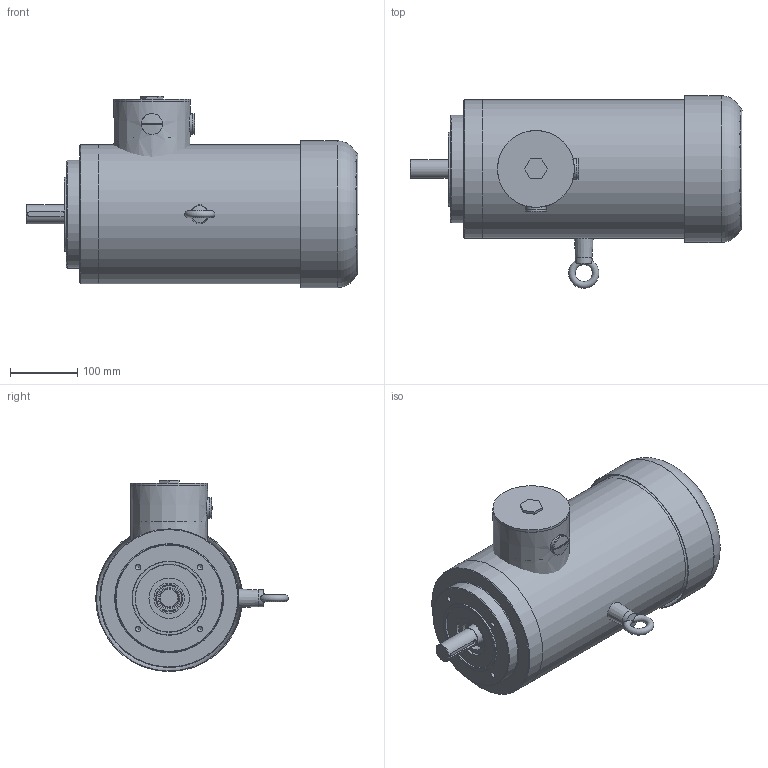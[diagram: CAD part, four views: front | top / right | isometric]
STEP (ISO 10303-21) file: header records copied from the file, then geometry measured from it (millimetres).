
FILE_DESCRIPTION(('Bauteilbeschreibung','HiCAD-Model','HiCAD-STEP-TRANSLATION','Bauteilbeschreibung'),'2;1');
FILE_NAME('TEFC 112M-4 IMB14 FT130.STP','2011-10-05T11:53:51+00:00',('Konstrukteur'),('Konstrukteur Firma GmbH'),' HiCAD 2010, Step 1502.0 ','HiCAD 2010','confidential');
FILE_SCHEMA(('AUTOMOTIVE_DESIGN { 1 2 10303 214 0 1 1 1 }'));
Length unit declared in the file: millimetre
Products named in the file (23): TEFC 112M_4  IMB14  FT130; TEFC 112M_2  IMB5  FF215; ROTATIONSTEIL_0; TEIL; TEIL0; REKO; TEIL1; DIN 625 _ 6206_KUGELLAGER_0; DIN062500062060KUGELLAGER00; M10 DIN 580_SCHRAUBEN VERSCHIE; VERSCHRAUBUNG M25; ROTATIONSTEIL00; VERSCHRAUBUNG0M25; ROTATIONSTEIL000; ROTATIONSTEIL_1; KLEMMKASTEN _114; ROTATIONSTEIL001; NORMTEILGRUPPE _0; DIN 1587_M8_6_HUTMUTTERN_0; DIN015870M8060HUTMUTTERN00; DIN015870M8060HUTMUTTERN000; DIN015870M8060HUTMUTTERN001; ROTATIONSTEIL002
Assembly tree (22 placements, depth 4):
  TEFC 112M_4  IMB14  FT130
    TEFC 112M_2  IMB5  FF215
      ROTATIONSTEIL_0
      TEIL
      TEIL0
      REKO
        TEIL1
    DIN 625 _ 6206_KUGELLAGER_0
    DIN062500062060KUGELLAGER00
    M10 DIN 580_SCHRAUBEN VERSCHIE
    VERSCHRAUBUNG M25
      ROTATIONSTEIL00
    VERSCHRAUBUNG0M25
      ROTATIONSTEIL000
    ROTATIONSTEIL_1
    KLEMMKASTEN _114
      ROTATIONSTEIL001
    NORMTEILGRUPPE _0
      DIN 1587_M8_6_HUTMUTTERN_0
      DIN015870M8060HUTMUTTERN00
      DIN015870M8060HUTMUTTERN000
      DIN015870M8060HUTMUTTERN001
    ROTATIONSTEIL002
Bounding box: 493 x 285.97 x 284 mm (x, y, z)
Volume: 2103493.9 mm3; surface area: 988800.9 mm2
Topology: 19 solids, 19 shells, 535 faces, 1245 edges, 790 vertices
Faces by surface type: cylinder 212, plane 185, cone 56, torus 50, sphere 24, bspline 8
Full cylindrical faces by diameter (mm): 8 x12, 8.16 x2, 8.5 x4, 10 x2, 12 x4, 12.5 x4, 25 x5, 26.6 x1, 27 x1, 28 x3, 30 x4, 31 x4, 37 x2, 38.48 x4, 40.432 x4, 44 x1, 45 x1, 51.568 x4, 53.52 x4, 57 x1, 60 x1, 62 x3, 64 x1, 72 x3, 75 x1, 96 x1, 100 x1, 101 x1, 102 x1, 104 x1
Entity records: 24230 total; most frequent: CARTESIAN_POINT 7645, DIRECTION 2514, ORIENTED_EDGE 1960, AXIS2_PLACEMENT_3D 1098, EDGE_CURVE 980, COLOUR_RGB 924, PRESENTATION_STYLE_ASSIGNMENT 924, OVER_RIDING_STYLED_ITEM 908
